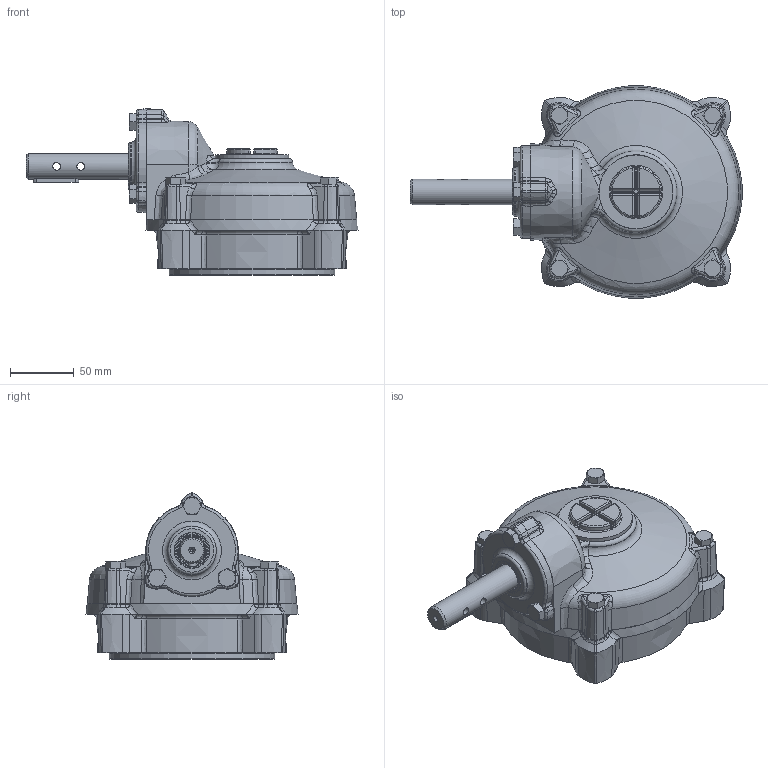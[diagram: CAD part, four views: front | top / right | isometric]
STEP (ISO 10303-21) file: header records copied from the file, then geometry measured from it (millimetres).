
FILE_DESCRIPTION(/* description */ ('Unknown'),/* implementation_level */ '2;1');
FILE_NAME(/* name */ 'PUB-HOB3-F16_FA16',/* time_stamp */ '2016-11-30T12:13:43+00:00',/* author */ ('Unknown'),/* organization */ ('Unknown'),/* preprocessor_version */ 'ST-DEVELOPER v16',/* originating_system */ 'DEX',/* authorisation */ $);
FILE_SCHEMA (('AUTOMOTIVE_DESIGN {1 0 10303 214 3 1 1}'));
Length unit declared in the file: millimetre
Products named in the file (1): PUB-HOB3-F16_FA16
Bounding box: 260.76 x 166.53 x 130.81 mm (x, y, z)
Volume: 1234164.1 mm3; surface area: 301627.4 mm2
Topology: 16 solids, 17 shells, 954 faces, 2240 edges, 1301 vertices
Faces by surface type: bspline 204, plane 198, cone 188, cylinder 175, torus 135, sphere 54
Full cylindrical faces by diameter (mm): 2.5 x2, 6 x3, 6.647 x10, 8 x7, 9 x7, 17.294 x8, 20 x1, 21.533 x1, 23 x2, 27.667 x1, 28 x2, 44 x1, 49.835 x1, 52 x1, 54 x1, 55 x5, 58 x4, 60.6 x1, 69 x2, 73 x1, 76 x1, 80 x1, 130 x1, 134.25 x1, 140 x3, 151 x1, 155 x3
Entity records: 43613 total; most frequent: CARTESIAN_POINT 18665, ORIENTED_EDGE 3874, DIRECTION 3669, EDGE_CURVE 1937, AXIS2_PLACEMENT_3D 1643, VERTEX_POINT 1235, FACE_BOUND 1212, EDGE_LOOP 1205
